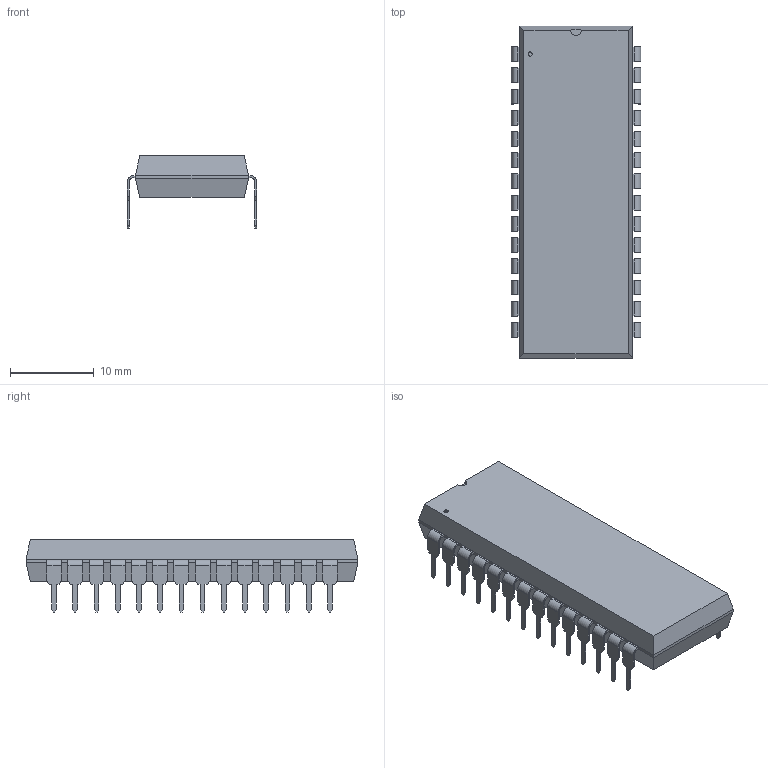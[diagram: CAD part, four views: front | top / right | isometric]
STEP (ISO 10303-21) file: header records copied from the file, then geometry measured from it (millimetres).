
FILE_DESCRIPTION((''),'2;1');
FILE_NAME('DIP28-600.stp','2008-10-14T13:04:48',(''),(''),'Mechanical Desktop 2009','Mechanical Desktop 2009',', , ');
FILE_SCHEMA(('AUTOMOTIVE_DESIGN { 1 2 10303 214 1 1 1 1 }'));
Length unit declared in the file: millimetre
Products named in the file (1): Product
Bounding box: 15.49 x 39.75 x 8.63 mm (x, y, z)
Volume: 2592 mm3; surface area: 2048 mm2
Topology: 29 solids, 29 shells, 525 faces, 1390 edges, 926 vertices
Faces by surface type: bspline 252, plane 242, cylinder 31
Entity records: 16410 total; most frequent: CARTESIAN_POINT 3988, ORIENTED_EDGE 2776, DIRECTION 2056, EDGE_CURVE 1388, VECTOR 1272, LINE 1272, VERTEX_POINT 922, EDGE_LOOP 526
